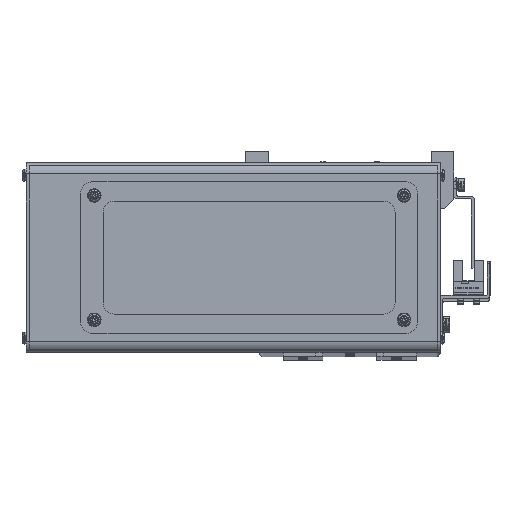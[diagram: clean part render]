
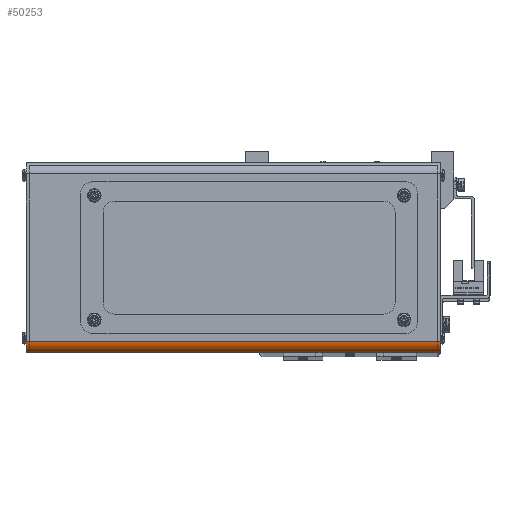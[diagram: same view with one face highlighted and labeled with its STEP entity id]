
A CAD part, top view. The second image highlights one B-rep face of the part: STEP entity #50253.
In plain terms, the highlighted cylindrical face has radius 5 mm (diameter 10 mm), a partial arc.
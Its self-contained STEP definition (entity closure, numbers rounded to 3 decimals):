
#18 = AXIS2_PLACEMENT_3D ( 'NONE', #52304, #62004, #18712 ) ;
#1168 = DIRECTION ( 'NONE',  ( 0., 0., 1. ) ) ;
#4704 = CARTESIAN_POINT ( 'NONE',  ( 0., 5., 0. ) ) ;
#5284 = CIRCLE ( 'NONE', #26505, 5. ) ;
#7990 = CARTESIAN_POINT ( 'NONE',  ( 0., 5., -183. ) ) ;
#9195 = FACE_OUTER_BOUND ( 'NONE', #17803, .T. ) ;
#10787 = VERTEX_POINT ( 'NONE', #4704 ) ;
#13911 = EDGE_CURVE ( 'NONE', #10787, #21118, #5284, .T. ) ;
#17728 = VECTOR ( 'NONE', #37617, 1000. ) ;
#17803 = EDGE_LOOP ( 'NONE', ( #40817, #44602, #40602, #37925 ) ) ;
#18712 = DIRECTION ( 'NONE',  ( 1., 0., 0. ) ) ;
#20798 = DIRECTION ( 'NONE',  ( 0., 0., 1. ) ) ;
#21118 = VERTEX_POINT ( 'NONE', #31123 ) ;
#23140 = EDGE_CURVE ( 'NONE', #48755, #60869, #48728, .T. ) ;
#26505 = AXIS2_PLACEMENT_3D ( 'NONE', #29984, #1168, #34804 ) ;
#29984 = CARTESIAN_POINT ( 'NONE',  ( 5., 5., 0. ) ) ;
#31123 = CARTESIAN_POINT ( 'NONE',  ( 5., 0., 0. ) ) ;
#31197 = DIRECTION ( 'NONE',  ( 0., 0., 1. ) ) ;
#31960 = EDGE_CURVE ( 'NONE', #48755, #10787, #54530, .T. ) ;
#33010 = LINE ( 'NONE', #59925, #37512 ) ;
#33206 = CYLINDRICAL_SURFACE ( 'NONE', #18, 5. ) ;
#34804 = DIRECTION ( 'NONE',  ( 1., 0., 0. ) ) ;
#36445 = EDGE_CURVE ( 'NONE', #60869, #21118, #33010, .T. ) ;
#37512 = VECTOR ( 'NONE', #31197, 1000. ) ;
#37617 = DIRECTION ( 'NONE',  ( 0., 0., 1. ) ) ;
#37775 = CARTESIAN_POINT ( 'NONE',  ( 5., 0., -183. ) ) ;
#37925 = ORIENTED_EDGE ( 'NONE', *, *, #36445, .T. ) ;
#40408 = AXIS2_PLACEMENT_3D ( 'NONE', #49557, #20798, #54401 ) ;
#40602 = ORIENTED_EDGE ( 'NONE', *, *, #23140, .T. ) ;
#40817 = ORIENTED_EDGE ( 'NONE', *, *, #13911, .F. ) ;
#44602 = ORIENTED_EDGE ( 'NONE', *, *, #31960, .F. ) ;
#47032 = CARTESIAN_POINT ( 'NONE',  ( 0., 5., -183. ) ) ;
#48728 = CIRCLE ( 'NONE', #40408, 5. ) ;
#48755 = VERTEX_POINT ( 'NONE', #7990 ) ;
#49557 = CARTESIAN_POINT ( 'NONE',  ( 5., 5., -183. ) ) ;
#50253 = ADVANCED_FACE ( 'NONE', ( #9195 ), #33206, .T. ) ;
#52304 = CARTESIAN_POINT ( 'NONE',  ( 5., 5., -183. ) ) ;
#54401 = DIRECTION ( 'NONE',  ( 1., 0., 0. ) ) ;
#54530 = LINE ( 'NONE', #47032, #17728 ) ;
#59925 = CARTESIAN_POINT ( 'NONE',  ( 5., 0., -183. ) ) ;
#60869 = VERTEX_POINT ( 'NONE', #37775 ) ;
#62004 = DIRECTION ( 'NONE',  ( 0., 0., 1. ) ) ;
